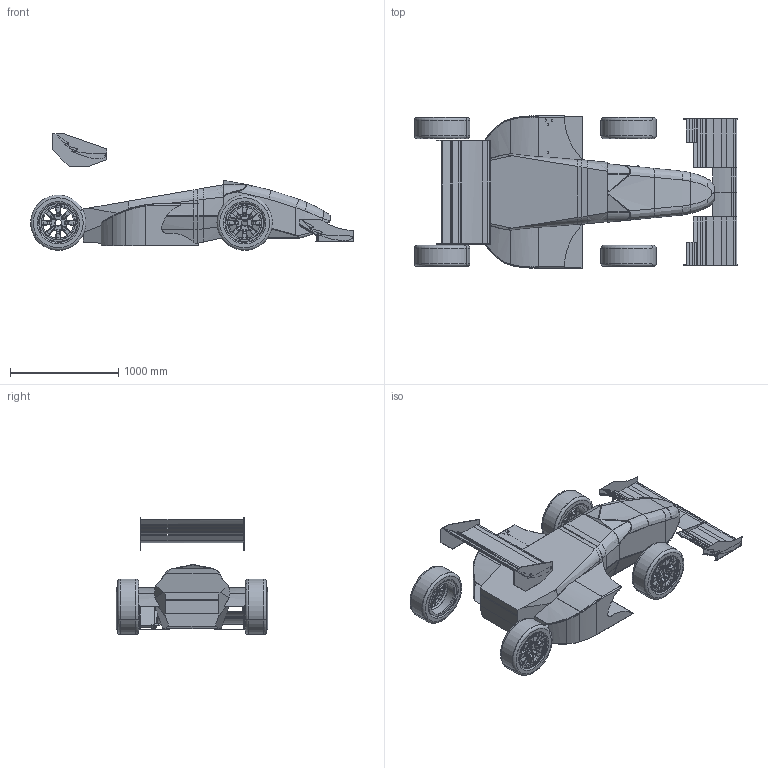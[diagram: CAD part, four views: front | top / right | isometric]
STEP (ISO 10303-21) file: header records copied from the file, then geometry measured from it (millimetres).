
FILE_DESCRIPTION(('CATIA V5 STEP Exchange'),'2;1');
FILE_NAME('2018 radiator analysis1.stp','2018-03-01T13:18:30+00:00',('none'),('none'),'CATIA Version 5 Release 17 (IN-10)','CATIA V5 STEP AP203','none');
FILE_SCHEMA(('CONFIG_CONTROL_DESIGN'));
Products named in the file (9): Product1; AssyTsutsui2018; TieRodAssy; SRodEnd1.0Assy; POS 8EC.1; 2018 radiator analysis; Fr.wing; Fr.wing2; Rr.wing
Assembly tree (37 placements, depth 6):
  Product1
    #56
    AssyTsutsui2018
      #4073  x2
      TieRodAssy
        SRodEnd1.0Assy  x2
          #25613
          #25980
          POS 8EC.1
            #26534
            #27634
    #27985
    #31723
    2018 radiator analysis
      Fr.wing
        #39896
        #40805
        #41358
        #41896
        #42434
        #42609
      Fr.wing2
        #43033
        #43938
        #44491
        #45029
        #45567
        #45742
      Rr.wing
        #46166  x2
        #46915
        #47435  x2
    #47980
    #48003
Bounding box: 2978.61 x 1402.62 x 1077.43 mm (x, y, z)
Volume: 392850144.7 mm3; surface area: 20431837.5 mm2
Topology: 38 solids, 38 shells, 2155 faces, 5527 edges, 3484 vertices
Faces by surface type: cylinder 845, plane 706, torus 254, bspline 216, cone 84, sphere 24, extrusion 18, revolution 8
Entity records: 54237 total; most frequent: CARTESIAN_POINT 23719, ORIENTED_EDGE 7170, DIRECTION 4361, EDGE_CURVE 3585, VERTEX_POINT 2264, AXIS2_PLACEMENT_3D 1976, VECTOR 1521, EDGE_LOOP 1519
